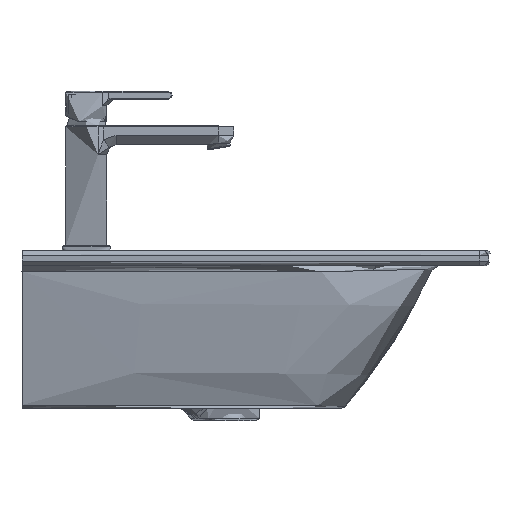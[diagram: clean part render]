
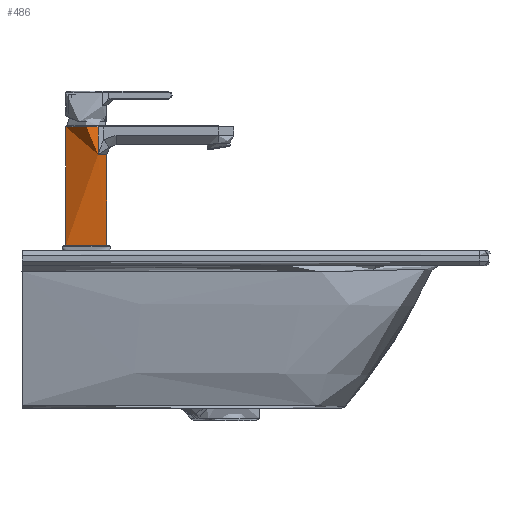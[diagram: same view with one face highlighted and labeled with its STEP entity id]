
A CAD part, front view. The second image highlights one B-rep face of the part: STEP entity #486.
In plain terms, the highlighted free-form (B-spline) face has degree [2, 1] with [5, 2] control points.
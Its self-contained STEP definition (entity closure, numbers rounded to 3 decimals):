
#486=ADVANCED_FACE('',(#948),#6911,.T.);
#948=FACE_OUTER_BOUND('',#1426,.T.);
#1426=EDGE_LOOP('',(#3578,#3579,#3580,#3581,#3582,#3583,#3584));
#3578=ORIENTED_EDGE('',*,*,#4738,.T.);
#3579=ORIENTED_EDGE('',*,*,#4683,.F.);
#3580=ORIENTED_EDGE('',*,*,#4712,.F.);
#3581=ORIENTED_EDGE('',*,*,#4739,.T.);
#3582=ORIENTED_EDGE('',*,*,#4760,.T.);
#3583=ORIENTED_EDGE('',*,*,#4758,.T.);
#3584=ORIENTED_EDGE('',*,*,#4684,.F.);
#4683=EDGE_CURVE('',#6508,#6509,#5026,.T.);
#4684=EDGE_CURVE('',#6510,#6511,#5027,.T.);
#4712=EDGE_CURVE('',#6531,#6508,#5049,.T.);
#4738=EDGE_CURVE('',#6510,#6509,#5071,.T.);
#4739=EDGE_CURVE('',#6531,#6493,#5072,.T.);
#4758=EDGE_CURVE('',#6536,#6511,#5089,.T.);
#4760=EDGE_CURVE('',#6493,#6536,#5091,.T.);
#5026=(
BOUNDED_CURVE()
B_SPLINE_CURVE(1,(#90459,#90460),.UNSPECIFIED.,.F.,.F.)
B_SPLINE_CURVE_WITH_KNOTS((2,2),(0.,95.),.UNSPECIFIED.)
CURVE()
GEOMETRIC_REPRESENTATION_ITEM()
RATIONAL_B_SPLINE_CURVE((1.,1.))
REPRESENTATION_ITEM('')
);
#5027=(
BOUNDED_CURVE()
B_SPLINE_CURVE(1,(#90461,#90462),.UNSPECIFIED.,.F.,.F.)
B_SPLINE_CURVE_WITH_KNOTS((2,2),(0.,124.),.UNSPECIFIED.)
CURVE()
GEOMETRIC_REPRESENTATION_ITEM()
RATIONAL_B_SPLINE_CURVE((1.,1.))
REPRESENTATION_ITEM('')
);
#5049=(
BOUNDED_CURVE()
B_SPLINE_CURVE(2,(#90825,#90826,#90827),.UNSPECIFIED.,.F.,.F.)
B_SPLINE_CURVE_WITH_KNOTS((3,3),(-20.874,0.),.UNSPECIFIED.)
CURVE()
GEOMETRIC_REPRESENTATION_ITEM()
RATIONAL_B_SPLINE_CURVE((1.,0.884,1.))
REPRESENTATION_ITEM('')
);
#5071=(
BOUNDED_CURVE()
B_SPLINE_CURVE(2,(#91196,#91197,#91198,#91199,#91200),.UNSPECIFIED.,.F.,
 .F.)
B_SPLINE_CURVE_WITH_KNOTS((3,2,3),(-67.544,-33.772,
0.),.UNSPECIFIED.)
CURVE()
GEOMETRIC_REPRESENTATION_ITEM()
RATIONAL_B_SPLINE_CURVE((1.,0.707,1.,0.707,1.))
REPRESENTATION_ITEM('')
);
#5072=(
BOUNDED_CURVE()
B_SPLINE_CURVE(1,(#91201,#91202),.UNSPECIFIED.,.F.,.F.)
B_SPLINE_CURVE_WITH_KNOTS((2,2),(0.,29.),.UNSPECIFIED.)
CURVE()
GEOMETRIC_REPRESENTATION_ITEM()
RATIONAL_B_SPLINE_CURVE((1.,1.))
REPRESENTATION_ITEM('')
);
#5089=(
BOUNDED_CURVE()
B_SPLINE_CURVE(2,(#91280,#91281,#91282),.UNSPECIFIED.,.F.,.F.)
B_SPLINE_CURVE_WITH_KNOTS((3,3),(0.,33.772),.UNSPECIFIED.)
CURVE()
GEOMETRIC_REPRESENTATION_ITEM()
RATIONAL_B_SPLINE_CURVE((1.,0.707,1.))
REPRESENTATION_ITEM('')
);
#5091=(
BOUNDED_CURVE()
B_SPLINE_CURVE(2,(#91286,#91287,#91288),.UNSPECIFIED.,.F.,.F.)
B_SPLINE_CURVE_WITH_KNOTS((3,3),(52.105,64.403),
 .UNSPECIFIED.)
CURVE()
GEOMETRIC_REPRESENTATION_ITEM()
RATIONAL_B_SPLINE_CURVE((1.,0.955,1.))
REPRESENTATION_ITEM('')
);
#6493=VERTEX_POINT('',#89933);
#6508=VERTEX_POINT('',#89948);
#6509=VERTEX_POINT('',#89949);
#6510=VERTEX_POINT('',#89950);
#6511=VERTEX_POINT('',#89951);
#6531=VERTEX_POINT('',#89971);
#6536=VERTEX_POINT('',#89976);
#6911=(
BOUNDED_SURFACE()
B_SPLINE_SURFACE(2,1,((#89689,#89690),(#89691,#89692),(#89693,#89694),(#89695,
#89696),(#89697,#89698)),.UNSPECIFIED.,.F.,.F.,.F.)
B_SPLINE_SURFACE_WITH_KNOTS((3,2,3),(2,2),(33.772,67.544,
101.316),(12.462,136.462),.UNSPECIFIED.)
GEOMETRIC_REPRESENTATION_ITEM()
RATIONAL_B_SPLINE_SURFACE(((1.,1.),(0.707,0.707),
(1.,1.),(0.707,0.707),(1.,1.)))
REPRESENTATION_ITEM('')
SURFACE()
);
#89689=CARTESIAN_POINT('',(88.779,0.148,129.154));
#89690=CARTESIAN_POINT('',(88.779,0.148,5.154));
#89691=CARTESIAN_POINT('',(88.779,-21.352,129.154));
#89692=CARTESIAN_POINT('',(88.779,-21.352,5.154));
#89693=CARTESIAN_POINT('',(67.279,-21.352,129.154));
#89694=CARTESIAN_POINT('',(67.279,-21.352,5.154));
#89695=CARTESIAN_POINT('',(45.779,-21.352,129.154));
#89696=CARTESIAN_POINT('',(45.779,-21.352,5.154));
#89697=CARTESIAN_POINT('',(45.779,0.148,129.154));
#89698=CARTESIAN_POINT('',(45.779,0.148,5.154));
#89933=CARTESIAN_POINT('',(79.417,-17.598,129.154));
#89948=CARTESIAN_POINT('',(88.779,0.148,100.154));
#89949=CARTESIAN_POINT('',(88.779,0.148,5.154));
#89950=CARTESIAN_POINT('',(45.779,0.148,5.154));
#89951=CARTESIAN_POINT('',(45.779,0.148,129.154));
#89971=CARTESIAN_POINT('',(79.417,-17.598,100.154));
#89976=CARTESIAN_POINT('',(67.279,-21.352,129.154));
#90459=CARTESIAN_POINT('',(88.779,0.148,100.154));
#90460=CARTESIAN_POINT('',(88.779,0.148,5.154));
#90461=CARTESIAN_POINT('',(45.779,0.148,5.154));
#90462=CARTESIAN_POINT('',(45.779,0.148,129.154));
#90825=CARTESIAN_POINT('',(79.417,-17.598,100.154));
#90826=CARTESIAN_POINT('',(88.779,-11.194,100.154));
#90827=CARTESIAN_POINT('',(88.779,0.148,100.154));
#91196=CARTESIAN_POINT('',(45.779,0.148,5.154));
#91197=CARTESIAN_POINT('',(45.779,-21.352,5.154));
#91198=CARTESIAN_POINT('',(67.279,-21.352,5.154));
#91199=CARTESIAN_POINT('',(88.779,-21.352,5.154));
#91200=CARTESIAN_POINT('',(88.779,0.148,5.154));
#91201=CARTESIAN_POINT('',(79.417,-17.598,100.154));
#91202=CARTESIAN_POINT('',(79.417,-17.598,129.154));
#91280=CARTESIAN_POINT('',(67.279,-21.352,129.154));
#91281=CARTESIAN_POINT('',(45.779,-21.352,129.154));
#91282=CARTESIAN_POINT('',(45.779,0.148,129.154));
#91286=CARTESIAN_POINT('',(79.417,-17.598,129.154));
#91287=CARTESIAN_POINT('',(73.929,-21.352,129.154));
#91288=CARTESIAN_POINT('',(67.279,-21.352,129.154));
